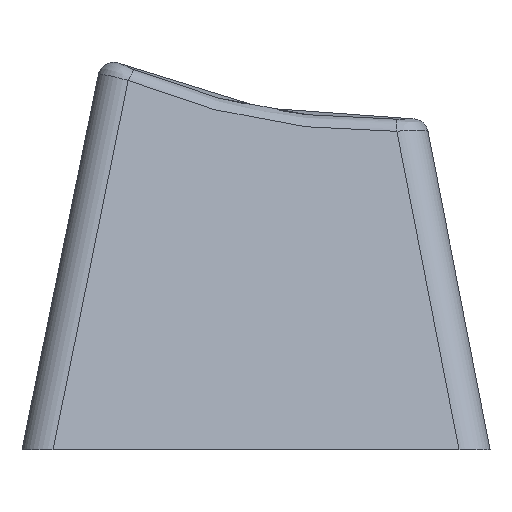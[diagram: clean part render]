
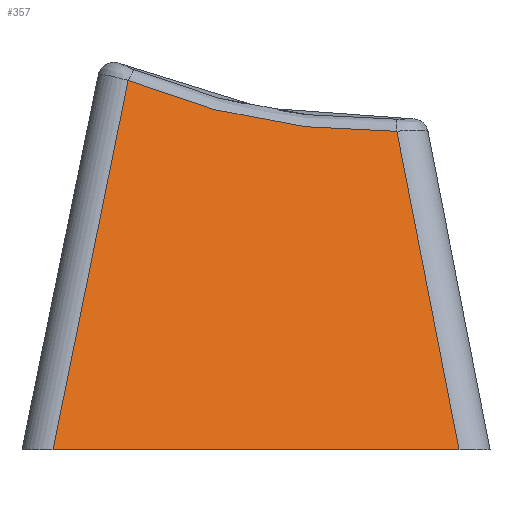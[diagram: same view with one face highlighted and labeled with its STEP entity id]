
A CAD part, left-side view. The second image highlights one B-rep face of the part: STEP entity #357.
In plain terms, the highlighted planar face has unit normal (-0.97, 0, 0.241).
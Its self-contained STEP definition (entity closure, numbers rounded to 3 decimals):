
#305=CARTESIAN_POINT('',(330.909,37.35,2.145));
#306=DIRECTION('',(-0.97,0.,0.242));
#307=DIRECTION('',(0.242,0.,0.97));
#308=AXIS2_PLACEMENT_3D('',#305,#306,#307);
#309=PLANE('',#308);
#310=CARTESIAN_POINT('',(330.375,29.413,0.));
#311=VERTEX_POINT('',#310);
#312=CARTESIAN_POINT('',(333.473,31.841,12.447));
#313=VERTEX_POINT('',#312);
#314=CARTESIAN_POINT('',(330.375,29.415,0.));
#315=DIRECTION('',(0.237,0.186,0.953));
#316=VECTOR('',#315,13.055);
#317=LINE('',#314,#316);
#318=EDGE_CURVE('',#311,#313,#317,.T.);
#319=ORIENTED_EDGE('',*,*,#318,.T.);
#320=CARTESIAN_POINT('',(333.967,42.349,14.43));
#321=VERTEX_POINT('',#320);
#322=CARTESIAN_POINT('',(333.473,31.841,12.447));
#323=CARTESIAN_POINT('',(333.469,32.741,12.43));
#324=CARTESIAN_POINT('',(333.476,33.639,12.46));
#325=CARTESIAN_POINT('',(333.495,34.534,12.536));
#326=CARTESIAN_POINT('',(333.505,34.982,12.574));
#327=CARTESIAN_POINT('',(333.517,35.43,12.623));
#328=CARTESIAN_POINT('',(333.532,35.875,12.684));
#329=CARTESIAN_POINT('',(333.547,36.32,12.744));
#330=CARTESIAN_POINT('',(333.565,36.763,12.816));
#331=CARTESIAN_POINT('',(333.586,37.204,12.899));
#332=CARTESIAN_POINT('',(333.627,38.085,13.066));
#333=CARTESIAN_POINT('',(333.68,38.96,13.278));
#334=CARTESIAN_POINT('',(333.743,39.819,13.533));
#335=CARTESIAN_POINT('',(333.807,40.678,13.788));
#336=CARTESIAN_POINT('',(333.881,41.521,14.087));
#337=CARTESIAN_POINT('',(333.967,42.349,14.43));
#338=B_SPLINE_CURVE_WITH_KNOTS('',3,(#322,#323,#324,#325,#326,#327,#328,#329,#330,#331,#332,#333,#334,#335,#336,#337),.UNSPECIFIED.,.F.,.F.,(4,3,3,3,3,4),(0.,0.003,0.004,0.005,0.008,0.011),.UNSPECIFIED.);
#339=EDGE_CURVE('',#313,#321,#338,.T.);
#340=ORIENTED_EDGE('',*,*,#339,.T.);
#341=CARTESIAN_POINT('',(330.375,45.287,0.));
#342=VERTEX_POINT('',#341);
#343=CARTESIAN_POINT('',(333.967,42.349,14.43));
#344=DIRECTION('',(-0.237,0.194,-0.952));
#345=VECTOR('',#344,15.158);
#346=LINE('',#343,#345);
#347=EDGE_CURVE('',#321,#342,#346,.T.);
#348=ORIENTED_EDGE('',*,*,#347,.T.);
#349=CARTESIAN_POINT('',(330.375,45.287,0.));
#350=DIRECTION('',(-0.,-1.,-0.));
#351=VECTOR('',#350,15.874);
#352=LINE('',#349,#351);
#353=EDGE_CURVE('',#342,#311,#352,.T.);
#354=ORIENTED_EDGE('',*,*,#353,.T.);
#355=EDGE_LOOP('',(#319,#340,#348,#354));
#356=FACE_BOUND('',#355,.T.);
#357=ADVANCED_FACE('',(#356),#309,.T.);
